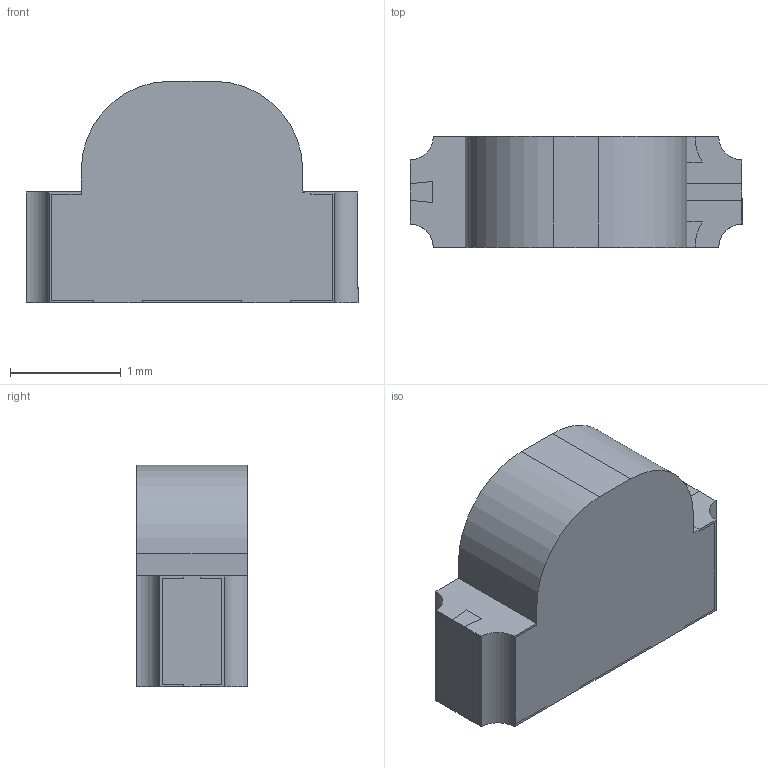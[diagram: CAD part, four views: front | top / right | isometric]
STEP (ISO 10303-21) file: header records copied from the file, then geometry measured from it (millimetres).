
FILE_DESCRIPTION (( 'STEP AP214' ), '1' );
FILE_NAME ('KPBA-3010SURKQBDC.STEP', '2021-08-18T09:35:27', ( '' ), ( '' ), 'SwSTEP 2.0', 'SolidWorks 2017', '' );
FILE_SCHEMA (( 'AUTOMOTIVE_DESIGN' ));
Length unit declared in the file: millimetre
Products named in the file (1): KPBA-3010SURKQBDC
Bounding box: 3 x 1 x 2 mm (x, y, z)
Volume: 4.6 mm3; surface area: 27.7 mm2
Topology: 7 solids, 9 shells, 147 faces, 384 edges, 256 vertices
Faces by surface type: plane 119, cylinder 28
Entity records: 4558 total; most frequent: CARTESIAN_POINT 788, ORIENTED_EDGE 768, DIRECTION 736, EDGE_CURVE 384, LINE 328, VECTOR 328, VERTEX_POINT 256, AXIS2_PLACEMENT_3D 204
